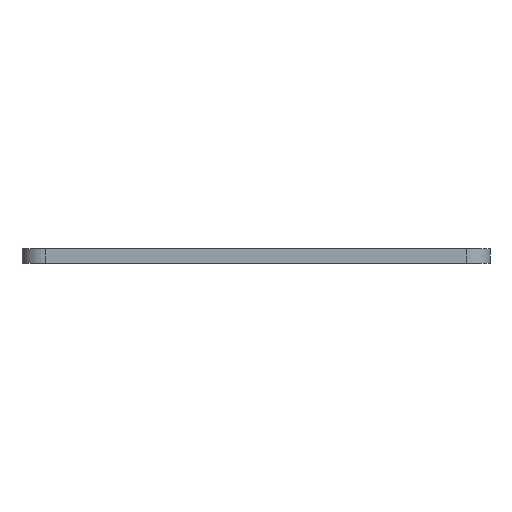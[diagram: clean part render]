
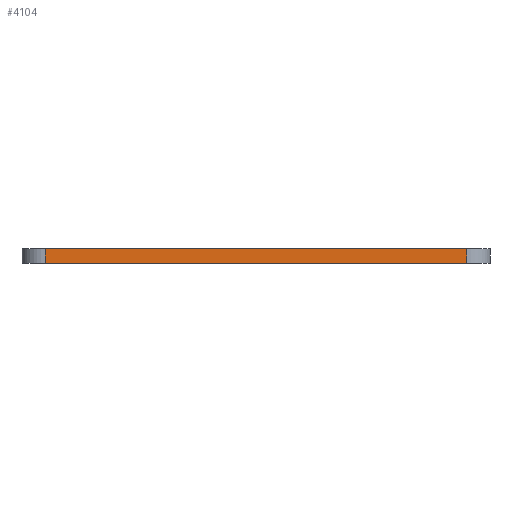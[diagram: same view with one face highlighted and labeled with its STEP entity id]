
A CAD part, front view. The second image highlights one B-rep face of the part: STEP entity #4104.
In plain terms, the highlighted planar face has unit normal (0, -1, 0).
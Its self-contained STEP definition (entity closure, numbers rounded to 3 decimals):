
#84 = PLANE('',#85);
#85 = AXIS2_PLACEMENT_3D('',#86,#87,#88);
#86 = CARTESIAN_POINT('',(148.443,-105.004,1.6));
#87 = DIRECTION('',(0.,0.,1.));
#88 = DIRECTION('',(1.,0.,-0.));
#139 = PLANE('',#140);
#140 = AXIS2_PLACEMENT_3D('',#141,#142,#143);
#141 = CARTESIAN_POINT('',(148.443,-105.004,0.));
#142 = DIRECTION('',(0.,0.,1.));
#143 = DIRECTION('',(1.,0.,-0.));
#416 = VERTEX_POINT('',#417);
#417 = CARTESIAN_POINT('',(125.641,-116.434,0.));
#432 = CYLINDRICAL_SURFACE('',#433,2.54);
#433 = AXIS2_PLACEMENT_3D('',#434,#435,#436);
#434 = CARTESIAN_POINT('',(125.641,-113.894,0.));
#435 = DIRECTION('',(-0.,-0.,-1.));
#436 = DIRECTION('',(1.,0.,-0.));
#444 = EDGE_CURVE('',#416,#445,#447,.T.);
#445 = VERTEX_POINT('',#446);
#446 = CARTESIAN_POINT('',(171.361,-116.434,0.));
#447 = SURFACE_CURVE('',#448,(#452,#459),.PCURVE_S1.);
#448 = LINE('',#449,#450);
#449 = CARTESIAN_POINT('',(125.641,-116.434,0.));
#450 = VECTOR('',#451,1.);
#451 = DIRECTION('',(1.,0.,0.));
#452 = PCURVE('',#139,#453);
#453 = DEFINITIONAL_REPRESENTATION('',(#454),#458);
#454 = LINE('',#455,#456);
#455 = CARTESIAN_POINT('',(-22.802,-11.43));
#456 = VECTOR('',#457,1.);
#457 = DIRECTION('',(1.,0.));
#458 = ( GEOMETRIC_REPRESENTATION_CONTEXT(2) 
PARAMETRIC_REPRESENTATION_CONTEXT() REPRESENTATION_CONTEXT('2D SPACE',''
  ) );
#459 = PCURVE('',#460,#465);
#460 = PLANE('',#461);
#461 = AXIS2_PLACEMENT_3D('',#462,#463,#464);
#462 = CARTESIAN_POINT('',(125.641,-116.434,0.));
#463 = DIRECTION('',(0.,1.,0.));
#464 = DIRECTION('',(1.,0.,0.));
#465 = DEFINITIONAL_REPRESENTATION('',(#466),#470);
#466 = LINE('',#467,#468);
#467 = CARTESIAN_POINT('',(0.,0.));
#468 = VECTOR('',#469,1.);
#469 = DIRECTION('',(1.,0.));
#470 = ( GEOMETRIC_REPRESENTATION_CONTEXT(2) 
PARAMETRIC_REPRESENTATION_CONTEXT() REPRESENTATION_CONTEXT('2D SPACE',''
  ) );
#489 = CYLINDRICAL_SURFACE('',#490,2.54);
#490 = AXIS2_PLACEMENT_3D('',#491,#492,#493);
#491 = CARTESIAN_POINT('',(171.361,-113.894,0.));
#492 = DIRECTION('',(-0.,-0.,-1.));
#493 = DIRECTION('',(1.,0.,-0.));
#2381 = VERTEX_POINT('',#2382);
#2382 = CARTESIAN_POINT('',(125.641,-116.434,1.6));
#2404 = EDGE_CURVE('',#2381,#2405,#2407,.T.);
#2405 = VERTEX_POINT('',#2406);
#2406 = CARTESIAN_POINT('',(171.361,-116.434,1.6));
#2407 = SURFACE_CURVE('',#2408,(#2412,#2419),.PCURVE_S1.);
#2408 = LINE('',#2409,#2410);
#2409 = CARTESIAN_POINT('',(125.641,-116.434,1.6));
#2410 = VECTOR('',#2411,1.);
#2411 = DIRECTION('',(1.,0.,0.));
#2412 = PCURVE('',#84,#2413);
#2413 = DEFINITIONAL_REPRESENTATION('',(#2414),#2418);
#2414 = LINE('',#2415,#2416);
#2415 = CARTESIAN_POINT('',(-22.802,-11.43));
#2416 = VECTOR('',#2417,1.);
#2417 = DIRECTION('',(1.,0.));
#2418 = ( GEOMETRIC_REPRESENTATION_CONTEXT(2) 
PARAMETRIC_REPRESENTATION_CONTEXT() REPRESENTATION_CONTEXT('2D SPACE',''
  ) );
#2419 = PCURVE('',#460,#2420);
#2420 = DEFINITIONAL_REPRESENTATION('',(#2421),#2425);
#2421 = LINE('',#2422,#2423);
#2422 = CARTESIAN_POINT('',(0.,-1.6));
#2423 = VECTOR('',#2424,1.);
#2424 = DIRECTION('',(1.,0.));
#2425 = ( GEOMETRIC_REPRESENTATION_CONTEXT(2) 
PARAMETRIC_REPRESENTATION_CONTEXT() REPRESENTATION_CONTEXT('2D SPACE',''
  ) );
#4054 = EDGE_CURVE('',#445,#2405,#4055,.T.);
#4055 = SURFACE_CURVE('',#4056,(#4060,#4067),.PCURVE_S1.);
#4056 = LINE('',#4057,#4058);
#4057 = CARTESIAN_POINT('',(171.361,-116.434,0.));
#4058 = VECTOR('',#4059,1.);
#4059 = DIRECTION('',(0.,0.,1.));
#4060 = PCURVE('',#489,#4061);
#4061 = DEFINITIONAL_REPRESENTATION('',(#4062),#4066);
#4062 = LINE('',#4063,#4064);
#4063 = CARTESIAN_POINT('',(-4.712,0.));
#4064 = VECTOR('',#4065,1.);
#4065 = DIRECTION('',(-0.,-1.));
#4066 = ( GEOMETRIC_REPRESENTATION_CONTEXT(2) 
PARAMETRIC_REPRESENTATION_CONTEXT() REPRESENTATION_CONTEXT('2D SPACE',''
  ) );
#4067 = PCURVE('',#460,#4068);
#4068 = DEFINITIONAL_REPRESENTATION('',(#4069),#4073);
#4069 = LINE('',#4070,#4071);
#4070 = CARTESIAN_POINT('',(45.72,0.));
#4071 = VECTOR('',#4072,1.);
#4072 = DIRECTION('',(0.,-1.));
#4073 = ( GEOMETRIC_REPRESENTATION_CONTEXT(2) 
PARAMETRIC_REPRESENTATION_CONTEXT() REPRESENTATION_CONTEXT('2D SPACE',''
  ) );
#4104 = ADVANCED_FACE('',(#4105),#460,.F.);
#4105 = FACE_BOUND('',#4106,.F.);
#4106 = EDGE_LOOP('',(#4107,#4128,#4129,#4130));
#4107 = ORIENTED_EDGE('',*,*,#4108,.T.);
#4108 = EDGE_CURVE('',#416,#2381,#4109,.T.);
#4109 = SURFACE_CURVE('',#4110,(#4114,#4121),.PCURVE_S1.);
#4110 = LINE('',#4111,#4112);
#4111 = CARTESIAN_POINT('',(125.641,-116.434,0.));
#4112 = VECTOR('',#4113,1.);
#4113 = DIRECTION('',(0.,0.,1.));
#4114 = PCURVE('',#460,#4115);
#4115 = DEFINITIONAL_REPRESENTATION('',(#4116),#4120);
#4116 = LINE('',#4117,#4118);
#4117 = CARTESIAN_POINT('',(0.,0.));
#4118 = VECTOR('',#4119,1.);
#4119 = DIRECTION('',(0.,-1.));
#4120 = ( GEOMETRIC_REPRESENTATION_CONTEXT(2) 
PARAMETRIC_REPRESENTATION_CONTEXT() REPRESENTATION_CONTEXT('2D SPACE',''
  ) );
#4121 = PCURVE('',#432,#4122);
#4122 = DEFINITIONAL_REPRESENTATION('',(#4123),#4127);
#4123 = LINE('',#4124,#4125);
#4124 = CARTESIAN_POINT('',(-4.712,0.));
#4125 = VECTOR('',#4126,1.);
#4126 = DIRECTION('',(-0.,-1.));
#4127 = ( GEOMETRIC_REPRESENTATION_CONTEXT(2) 
PARAMETRIC_REPRESENTATION_CONTEXT() REPRESENTATION_CONTEXT('2D SPACE',''
  ) );
#4128 = ORIENTED_EDGE('',*,*,#2404,.T.);
#4129 = ORIENTED_EDGE('',*,*,#4054,.F.);
#4130 = ORIENTED_EDGE('',*,*,#444,.F.);
